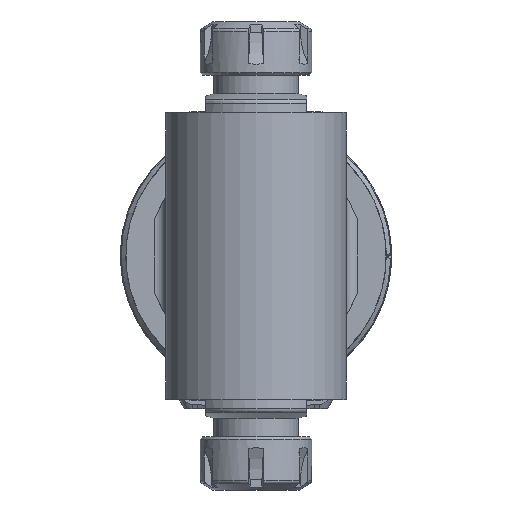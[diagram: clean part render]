
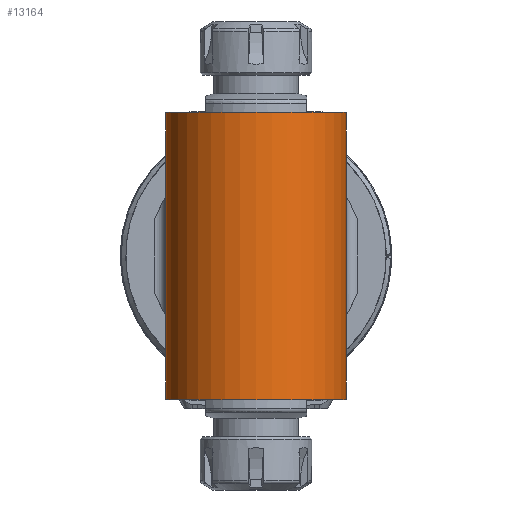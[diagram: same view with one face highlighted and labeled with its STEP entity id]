
A CAD part, front view. The second image highlights one B-rep face of the part: STEP entity #13164.
In plain terms, the highlighted cylindrical face has radius 34 mm (diameter 68 mm), a full revolution.
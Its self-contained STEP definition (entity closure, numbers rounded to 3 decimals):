
#1168=CYLINDRICAL_SURFACE('',#14689,34.);
#1854=FACE_OUTER_BOUND('',#2775,.T.);
#2775=EDGE_LOOP('',(#11570,#11571,#11572,#11573,#11574,#11575,#11576,#11577,
#11578,#11579,#11580,#11581));
#3595=CIRCLE('',#14690,34.);
#3596=CIRCLE('',#14691,34.);
#3597=CIRCLE('',#14692,34.);
#3598=CIRCLE('',#14693,34.);
#3599=CIRCLE('',#14694,34.);
#3600=CIRCLE('',#14695,34.);
#4395=LINE('',#52859,#5218);
#4401=LINE('',#52881,#5224);
#4402=LINE('',#52886,#5225);
#4403=LINE('',#52891,#5226);
#5218=VECTOR('',#18251,94.);
#5224=VECTOR('',#18261,34.);
#5225=VECTOR('',#18266,34.);
#5226=VECTOR('',#18271,94.);
#6371=VERTEX_POINT('',#52857);
#6372=VERTEX_POINT('',#52858);
#6379=VERTEX_POINT('',#52878);
#6380=VERTEX_POINT('',#52880);
#6381=VERTEX_POINT('',#52883);
#6382=VERTEX_POINT('',#52885);
#6383=VERTEX_POINT('',#52888);
#6384=VERTEX_POINT('',#52890);
#8152=EDGE_CURVE('',#6371,#6372,#4395,.T.);
#8160=EDGE_CURVE('',#6379,#6379,#3595,.T.);
#8161=EDGE_CURVE('',#6379,#6380,#4401,.T.);
#8162=EDGE_CURVE('',#6371,#6380,#3596,.T.);
#8163=EDGE_CURVE('',#6381,#6372,#3597,.T.);
#8164=EDGE_CURVE('',#6381,#6382,#4402,.T.);
#8165=EDGE_CURVE('',#6382,#6382,#3598,.T.);
#8166=EDGE_CURVE('',#6383,#6381,#3599,.T.);
#8167=EDGE_CURVE('',#6383,#6384,#4403,.T.);
#8168=EDGE_CURVE('',#6380,#6384,#3600,.T.);
#11570=ORIENTED_EDGE('',*,*,#8160,.F.);
#11571=ORIENTED_EDGE('',*,*,#8161,.T.);
#11572=ORIENTED_EDGE('',*,*,#8162,.F.);
#11573=ORIENTED_EDGE('',*,*,#8152,.T.);
#11574=ORIENTED_EDGE('',*,*,#8163,.F.);
#11575=ORIENTED_EDGE('',*,*,#8164,.T.);
#11576=ORIENTED_EDGE('',*,*,#8165,.F.);
#11577=ORIENTED_EDGE('',*,*,#8164,.F.);
#11578=ORIENTED_EDGE('',*,*,#8166,.F.);
#11579=ORIENTED_EDGE('',*,*,#8167,.T.);
#11580=ORIENTED_EDGE('',*,*,#8168,.F.);
#11581=ORIENTED_EDGE('',*,*,#8161,.F.);
#13164=ADVANCED_FACE('',(#1854),#1168,.T.);
#14689=AXIS2_PLACEMENT_3D('',#52877,#18257,#18258);
#14690=AXIS2_PLACEMENT_3D('',#52879,#18259,#18260);
#14691=AXIS2_PLACEMENT_3D('',#52882,#18262,#18263);
#14692=AXIS2_PLACEMENT_3D('',#52884,#18264,#18265);
#14693=AXIS2_PLACEMENT_3D('',#52887,#18267,#18268);
#14694=AXIS2_PLACEMENT_3D('',#52889,#18269,#18270);
#14695=AXIS2_PLACEMENT_3D('',#52892,#18272,#18273);
#18251=DIRECTION('',(-1.,0.,0.));
#18257=DIRECTION('center_axis',(1.,0.,0.));
#18258=DIRECTION('ref_axis',(0.,-1.,0.));
#18259=DIRECTION('center_axis',(1.,0.,0.));
#18260=DIRECTION('ref_axis',(0.,1.,0.));
#18261=DIRECTION('',(-1.,0.,0.));
#18262=DIRECTION('center_axis',(-1.,0.,0.));
#18263=DIRECTION('ref_axis',(0.,0.,1.));
#18264=DIRECTION('center_axis',(1.,0.,0.));
#18265=DIRECTION('ref_axis',(0.,0.,-1.));
#18266=DIRECTION('',(-1.,0.,0.));
#18267=DIRECTION('center_axis',(-1.,0.,0.));
#18268=DIRECTION('ref_axis',(0.,-1.,0.));
#18269=DIRECTION('center_axis',(1.,0.,0.));
#18270=DIRECTION('ref_axis',(0.,0.,-1.));
#18271=DIRECTION('',(1.,0.,0.));
#18272=DIRECTION('center_axis',(-1.,0.,0.));
#18273=DIRECTION('ref_axis',(0.,0.,1.));
#52857=CARTESIAN_POINT('',(36.16,-23.,34.));
#52858=CARTESIAN_POINT('',(-57.84,-23.,34.));
#52859=CARTESIAN_POINT('',(36.16,-23.,34.));
#52877=CARTESIAN_POINT('Origin',(0.,-23.,0.));
#52878=CARTESIAN_POINT('',(43.16,11.,0.));
#52879=CARTESIAN_POINT('Origin',(43.16,-23.,0.));
#52880=CARTESIAN_POINT('',(36.16,11.,0.));
#52881=CARTESIAN_POINT('',(0.,11.,0.));
#52882=CARTESIAN_POINT('Origin',(36.16,-23.,0.));
#52883=CARTESIAN_POINT('',(-57.84,11.,0.));
#52884=CARTESIAN_POINT('Origin',(-57.84,-23.,0.));
#52885=CARTESIAN_POINT('',(-64.84,11.,0.));
#52886=CARTESIAN_POINT('',(0.,11.,0.));
#52887=CARTESIAN_POINT('Origin',(-64.84,-23.,0.));
#52888=CARTESIAN_POINT('',(-57.84,-23.,-34.));
#52889=CARTESIAN_POINT('Origin',(-57.84,-23.,0.));
#52890=CARTESIAN_POINT('',(36.16,-23.,-34.));
#52891=CARTESIAN_POINT('',(-57.84,-23.,-34.));
#52892=CARTESIAN_POINT('Origin',(36.16,-23.,0.));
